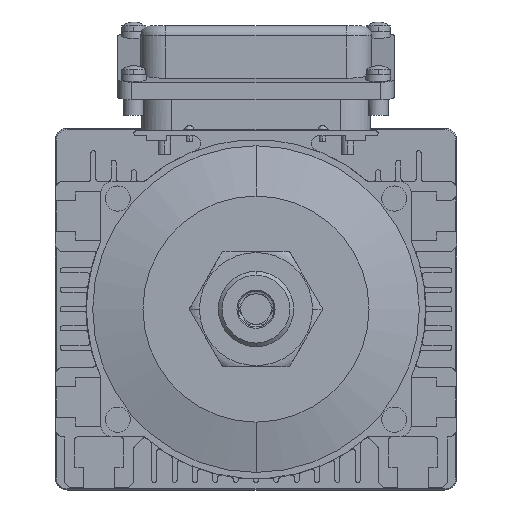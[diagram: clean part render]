
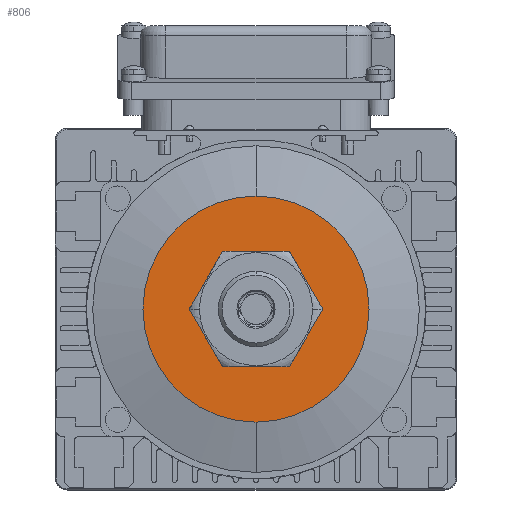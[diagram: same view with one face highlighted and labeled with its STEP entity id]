
A CAD part, front view. The second image highlights one B-rep face of the part: STEP entity #806.
In plain terms, the highlighted planar face has unit normal (0, -1, 0).
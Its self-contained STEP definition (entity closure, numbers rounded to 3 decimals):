
#761=CARTESIAN_POINT('',(-0.,-66.,15.));
#762=DIRECTION('',(-0.,-1.,-0.));
#763=DIRECTION('',(1.,-0.,-0.));
#764=AXIS2_PLACEMENT_3D('',#761,#762,#763);
#765=PLANE('',#764);
#766=CARTESIAN_POINT('',(22.5,-66.,0.));
#767=VERTEX_POINT('',#766);
#768=CARTESIAN_POINT('',(-22.5,-66.,0.));
#769=VERTEX_POINT('',#768);
#770=CARTESIAN_POINT('',(-0.,-66.,0.));
#771=DIRECTION('',(-0.,-1.,-0.));
#772=DIRECTION('',(-0.,0.,-1.));
#773=AXIS2_PLACEMENT_3D('',#770,#771,#772);
#774=CIRCLE('',#773,22.5);
#775=EDGE_CURVE('',#767,#769,#774,.T.);
#776=ORIENTED_EDGE('',*,*,#775,.F.);
#777=CARTESIAN_POINT('',(-0.,-66.,0.));
#778=DIRECTION('',(-0.,-1.,-0.));
#779=DIRECTION('',(-0.,0.,-1.));
#780=AXIS2_PLACEMENT_3D('',#777,#778,#779);
#781=CIRCLE('',#780,22.5);
#782=EDGE_CURVE('',#769,#767,#781,.T.);
#783=ORIENTED_EDGE('',*,*,#782,.F.);
#784=EDGE_LOOP('',(#776,#783));
#785=FACE_BOUND('',#784,.T.);
#786=CARTESIAN_POINT('',(-0.,-66.,45.));
#787=VERTEX_POINT('',#786);
#788=CARTESIAN_POINT('',(-0.,-66.,-45.));
#789=VERTEX_POINT('',#788);
#790=CARTESIAN_POINT('',(-0.,-66.,0.));
#791=DIRECTION('',(-0.,-1.,-0.));
#792=DIRECTION('',(-0.,0.,-1.));
#793=AXIS2_PLACEMENT_3D('',#790,#791,#792);
#794=CIRCLE('',#793,45.);
#795=EDGE_CURVE('',#787,#789,#794,.T.);
#796=ORIENTED_EDGE('',*,*,#795,.T.);
#797=CARTESIAN_POINT('',(-0.,-66.,0.));
#798=DIRECTION('',(-0.,-1.,-0.));
#799=DIRECTION('',(-0.,0.,-1.));
#800=AXIS2_PLACEMENT_3D('',#797,#798,#799);
#801=CIRCLE('',#800,45.);
#802=EDGE_CURVE('',#789,#787,#801,.T.);
#803=ORIENTED_EDGE('',*,*,#802,.T.);
#804=EDGE_LOOP('',(#796,#803));
#805=FACE_BOUND('',#804,.T.);
#806=ADVANCED_FACE('',(#785,#805),#765,.T.);
